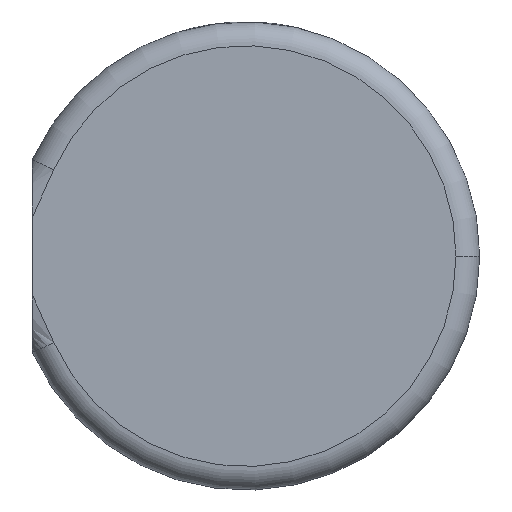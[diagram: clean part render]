
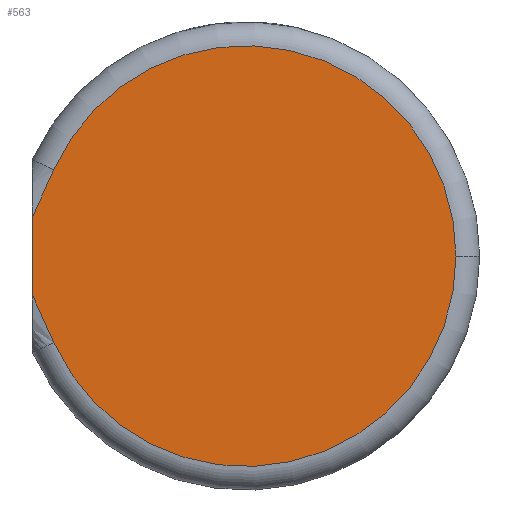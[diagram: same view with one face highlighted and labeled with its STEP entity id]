
A CAD part, front view. The second image highlights one B-rep face of the part: STEP entity #563.
In plain terms, the highlighted planar face has unit normal (0, -1, 0).
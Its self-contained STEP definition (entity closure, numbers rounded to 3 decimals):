
#148 = VERTEX_POINT('',#149);
#149 = CARTESIAN_POINT('',(-9.,-40.,1.634));
#196 = EDGE_CURVE('',#148,#197,#199,.T.);
#197 = VERTEX_POINT('',#198);
#198 = CARTESIAN_POINT('',(-9.,-40.,-1.634));
#199 = LINE('',#200,#201);
#200 = CARTESIAN_POINT('',(-9.,-40.,-0.914));
#201 = VECTOR('',#202,1.);
#202 = DIRECTION('',(0.,0.,-1.));
#398 = VERTEX_POINT('',#399);
#399 = CARTESIAN_POINT('',(-8.089,-40.,-3.652));
#407 = VERTEX_POINT('',#408);
#408 = CARTESIAN_POINT('',(8.875,-40.,0.));
#415 = EDGE_CURVE('',#398,#407,#416,.T.);
#416 = CIRCLE('',#417,8.875);
#417 = AXIS2_PLACEMENT_3D('',#418,#419,#420);
#418 = CARTESIAN_POINT('',(0.,-40.,0.));
#419 = DIRECTION('',(0.,-1.,-0.));
#420 = DIRECTION('',(-0.911,0.,-0.412));
#456 = VERTEX_POINT('',#457);
#457 = CARTESIAN_POINT('',(-8.089,-40.,3.652));
#463 = EDGE_CURVE('',#407,#456,#464,.T.);
#464 = CIRCLE('',#465,8.875);
#465 = AXIS2_PLACEMENT_3D('',#466,#467,#468);
#466 = CARTESIAN_POINT('',(0.,-40.,0.));
#467 = DIRECTION('',(0.,-1.,0.));
#468 = DIRECTION('',(1.,0.,0.));
#523 = EDGE_CURVE('',#456,#148,#524,.T.);
#524 = B_SPLINE_CURVE_WITH_KNOTS('',1,(#525,#526),.UNSPECIFIED.,.F.,.F.,
  (2,2),(53.67,55.884),.PIECEWISE_BEZIER_KNOTS.);
#525 = CARTESIAN_POINT('',(-8.089,-40.,3.652));
#526 = CARTESIAN_POINT('',(-9.,-40.,1.634));
#563 = ADVANCED_FACE('',(#564),#575,.F.);
#564 = FACE_BOUND('',#565,.F.);
#565 = EDGE_LOOP('',(#566,#567,#568,#569,#570));
#566 = ORIENTED_EDGE('',*,*,#196,.F.);
#567 = ORIENTED_EDGE('',*,*,#523,.F.);
#568 = ORIENTED_EDGE('',*,*,#463,.F.);
#569 = ORIENTED_EDGE('',*,*,#415,.F.);
#570 = ORIENTED_EDGE('',*,*,#571,.F.);
#571 = EDGE_CURVE('',#197,#398,#572,.T.);
#572 = B_SPLINE_CURVE_WITH_KNOTS('',1,(#573,#574),.UNSPECIFIED.,.F.,.F.,
  (2,2),(-2.215,0.),.PIECEWISE_BEZIER_KNOTS.);
#573 = CARTESIAN_POINT('',(-9.,-40.,-1.634));
#574 = CARTESIAN_POINT('',(-8.089,-40.,-3.652));
#575 = PLANE('',#576);
#576 = AXIS2_PLACEMENT_3D('',#577,#578,#579);
#577 = CARTESIAN_POINT('',(0.,-40.,0.));
#578 = DIRECTION('',(0.,1.,0.));
#579 = DIRECTION('',(0.,0.,1.));
